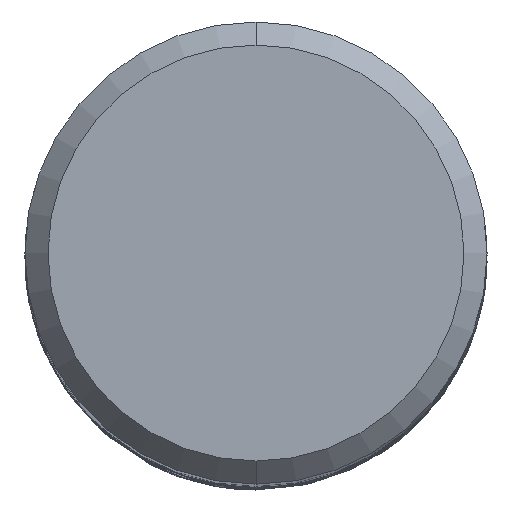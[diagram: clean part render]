
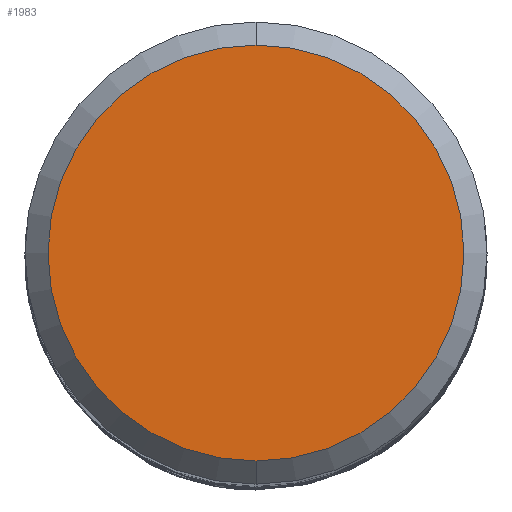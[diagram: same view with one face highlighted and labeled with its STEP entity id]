
A CAD part, top view. The second image highlights one B-rep face of the part: STEP entity #1983.
In plain terms, the highlighted planar face has unit normal (0, 0, 1).
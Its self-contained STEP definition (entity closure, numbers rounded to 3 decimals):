
#1561=VERTEX_POINT('',#3709);
#1565=EDGE_CURVE('',#2507,#1561,#3713,.T.);
#1983=ADVANCED_FACE('',(#4161),#4162,.T.);
#2507=VERTEX_POINT('',#4740);
#2511=EDGE_CURVE('',#1561,#2507,#4744,.T.);
#3709=CARTESIAN_POINT('',(0.,-9.0,0.0));
#3713=CIRCLE('',#10877,9.0);
#4161=FACE_OUTER_BOUND('',#17210,.T.);
#4162=PLANE('',#17211);
#4740=CARTESIAN_POINT('',(0.0,9.0,0.0));
#4744=CIRCLE('',#27349,9.0);
#10877=AXIS2_PLACEMENT_3D('',#37346,#37347,#37348);
#17210=EDGE_LOOP('',(#37796,#37797));
#17211=AXIS2_PLACEMENT_3D('',#37798,#37799,#37800);
#27349=AXIS2_PLACEMENT_3D('',#38498,#38499,#38500);
#37346=CARTESIAN_POINT('',(0.0,0.0,0.0));
#37347=DIRECTION('',(0.0,0.0,-1.0));
#37348=DIRECTION('',(0.0,1.0,0.0));
#37796=ORIENTED_EDGE('',*,*,#1565,.F.);
#37797=ORIENTED_EDGE('',*,*,#2511,.F.);
#37798=CARTESIAN_POINT('',(0.0,4.5,0.0));
#37799=DIRECTION('',(-0.0,0.0,1.0));
#37800=DIRECTION('',(0.0,-1.0,0.0));
#38498=CARTESIAN_POINT('',(0.0,0.0,0.0));
#38499=DIRECTION('',(0.0,0.0,-1.0));
#38500=DIRECTION('',(0.0,1.0,0.0));
